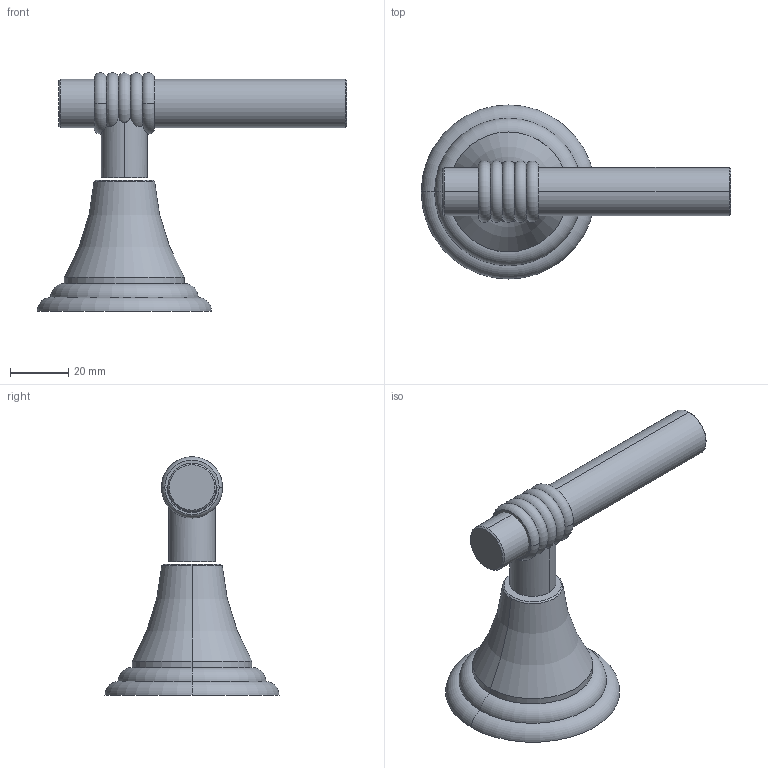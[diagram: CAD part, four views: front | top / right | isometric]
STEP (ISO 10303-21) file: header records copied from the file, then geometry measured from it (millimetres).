
FILE_DESCRIPTION((''),'2;1');
FILE_NAME('3-187H_WEB','2010-10-27T',('project'),(''),'PRO/ENGINEER BY PARAMETRIC TECHNOLOGY CORPORATION, 2009300','PRO/ENGINEER BY PARAMETRIC TECHNOLOGY CORPORATION, 2009300','');
FILE_SCHEMA(('CONFIG_CONTROL_DESIGN'));
Length unit declared in the file: inch
Products named in the file (1): 3-187H_WEB
Bounding box: 106.53 x 59.94 x 82.07 mm (x, y, z)
Surface area: 17551.5 mm2 (no closed solid volume)
Topology: 0 solids, 7 shells, 37 faces, 84 edges, 54 vertices
Faces by surface type: torus 13, cylinder 11, plane 7, cone 6
Entity records: 1284 total; most frequent: CARTESIAN_POINT 407, DIRECTION 196, ORIENTED_EDGE 152, AXIS2_PLACEMENT_3D 89, EDGE_CURVE 84, VERTEX_POINT 54, CIRCLE 52, EDGE_LOOP 37
